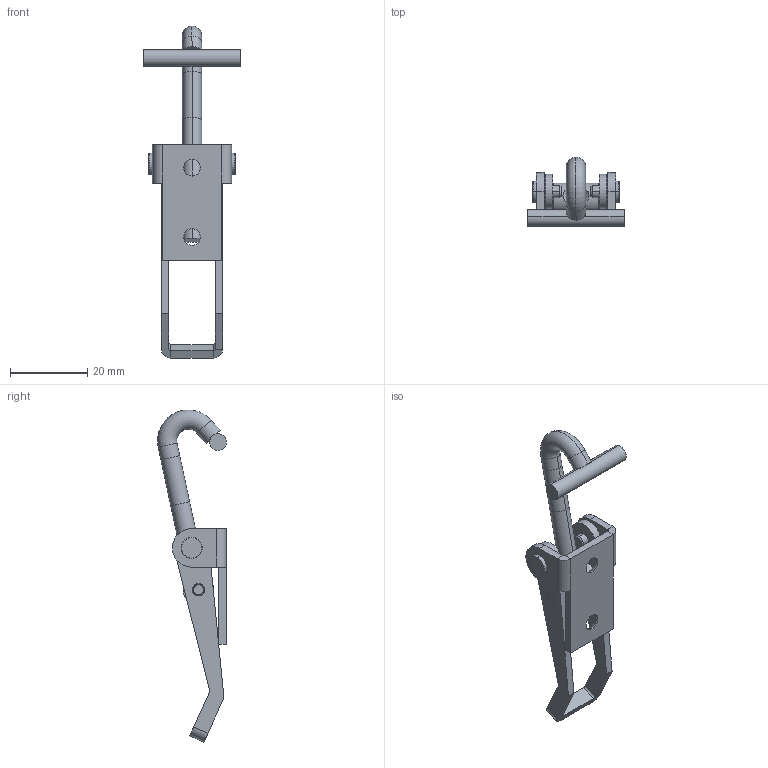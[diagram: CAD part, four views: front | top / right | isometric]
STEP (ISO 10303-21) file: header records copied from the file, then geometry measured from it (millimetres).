
FILE_DESCRIPTION (( 'STEP AP214' ), '1' );
FILE_NAME ('540201 - 701 TSC RF Böjd.STEP', '2016-12-30T11:40:13', ( '' ), ( '' ), 'SwSTEP 2.0', 'SolidWorks 2015', '' );
FILE_SCHEMA (( 'AUTOMOTIVE_DESIGN' ));
Length unit declared in the file: millimetre
Products named in the file (6): B鐱d T-skruv M5_Default<As Machined>; 701 - Mid Cylinder; 701 - Ansatsnit; 701 - Bygel; 701 - SC; 540201 - 701 TSC RF B鐱d
Assembly tree (6 placements, depth 2):
  540201 - 701 TSC RF B鐱d
    701 - SC
    701 - Bygel
    701 - Ansatsnit  x2
    701 - Mid Cylinder
    B鐱d T-skruv M5_Default<As Machined>
Bounding box: 25 x 17.88 x 86.09 mm (x, y, z)
Volume: 4897.6 mm3; surface area: 5758.1 mm2
Topology: 6 solids, 6 shells, 134 faces, 293 edges, 178 vertices
Faces by surface type: cylinder 59, plane 53, cone 16, torus 6
Entity records: 3735 total; most frequent: CARTESIAN_POINT 714, DIRECTION 639, ORIENTED_EDGE 534, EDGE_CURVE 267, AXIS2_PLACEMENT_3D 251, VERTEX_POINT 162, EDGE_LOOP 143, LINE 137
